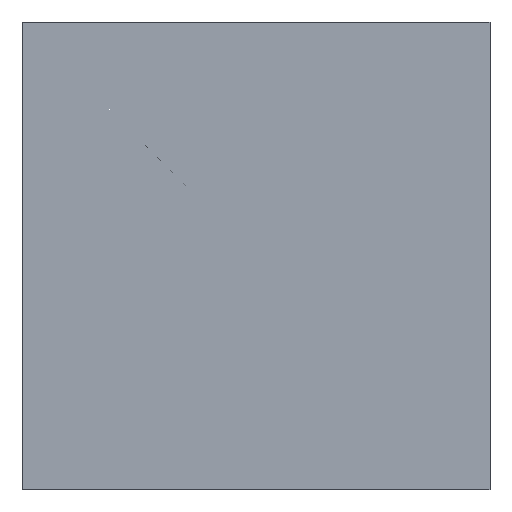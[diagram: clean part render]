
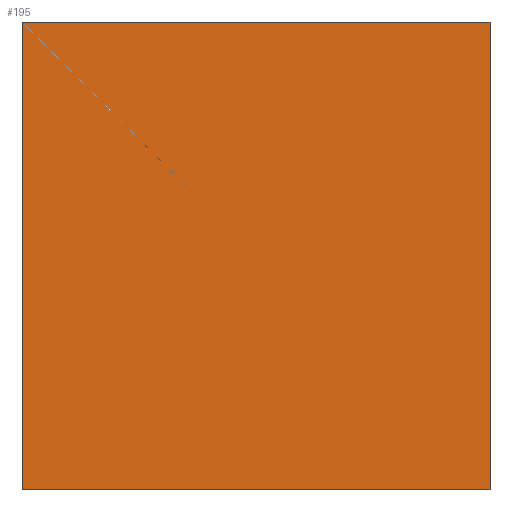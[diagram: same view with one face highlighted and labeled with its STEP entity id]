
A CAD part, front view. The second image highlights one B-rep face of the part: STEP entity #195.
In plain terms, the highlighted planar face has unit normal (0, -1, 0).
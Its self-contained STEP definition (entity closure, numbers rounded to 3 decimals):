
#11 = VERTEX_POINT ( 'NONE', #114 ) ;
#13 = ORIENTED_EDGE ( 'NONE', *, *, #185, .F. ) ;
#17 = DIRECTION ( 'NONE',  ( 0., 1., 0. ) ) ;
#28 = CARTESIAN_POINT ( 'NONE',  ( -5., 0., -5. ) ) ;
#34 = EDGE_CURVE ( 'NONE', #11, #375, #346, .T. ) ;
#47 = DIRECTION ( 'NONE',  ( 0., 0., 1. ) ) ;
#48 = CARTESIAN_POINT ( 'NONE',  ( -5., 0., -5. ) ) ;
#49 = VECTOR ( 'NONE', #256, 1000. ) ;
#51 = CARTESIAN_POINT ( 'NONE',  ( 0., 0., 0. ) ) ;
#69 = EDGE_LOOP ( 'NONE', ( #13, #255, #143, #204 ) ) ;
#76 = AXIS2_PLACEMENT_3D ( 'NONE', #51, #17, #47 ) ;
#114 = CARTESIAN_POINT ( 'NONE',  ( -5., 0., 5. ) ) ;
#135 = EDGE_CURVE ( 'NONE', #170, #11, #288, .T. ) ;
#143 = ORIENTED_EDGE ( 'NONE', *, *, #135, .F. ) ;
#169 = CARTESIAN_POINT ( 'NONE',  ( 5., 0., -5. ) ) ;
#170 = VERTEX_POINT ( 'NONE', #48 ) ;
#185 = EDGE_CURVE ( 'NONE', #375, #260, #261, .T. ) ;
#195 = ADVANCED_FACE ( 'NONE', ( #368 ), #312, .F. ) ;
#204 = ORIENTED_EDGE ( 'NONE', *, *, #327, .F. ) ;
#212 = CARTESIAN_POINT ( 'NONE',  ( -5., 0., 5. ) ) ;
#214 = CARTESIAN_POINT ( 'NONE',  ( 5., 0., -5. ) ) ;
#215 = VECTOR ( 'NONE', #254, 1000. ) ;
#242 = CARTESIAN_POINT ( 'NONE',  ( 5., 0., 5. ) ) ;
#254 = DIRECTION ( 'NONE',  ( 0., 0., 1. ) ) ;
#255 = ORIENTED_EDGE ( 'NONE', *, *, #34, .F. ) ;
#256 = DIRECTION ( 'NONE',  ( 0., 0., -1. ) ) ;
#260 = VERTEX_POINT ( 'NONE', #214 ) ;
#261 = LINE ( 'NONE', #169, #49 ) ;
#288 = LINE ( 'NONE', #315, #215 ) ;
#291 = VECTOR ( 'NONE', #292, 1000. ) ;
#292 = DIRECTION ( 'NONE',  ( 1., 0., 0. ) ) ;
#293 = DIRECTION ( 'NONE',  ( -1., 0., 0. ) ) ;
#312 = PLANE ( 'NONE',  #76 ) ;
#315 = CARTESIAN_POINT ( 'NONE',  ( -5., 0., -5. ) ) ;
#327 = EDGE_CURVE ( 'NONE', #260, #170, #355, .T. ) ;
#346 = LINE ( 'NONE', #212, #291 ) ;
#355 = LINE ( 'NONE', #28, #374 ) ;
#368 = FACE_OUTER_BOUND ( 'NONE', #69, .T. ) ;
#374 = VECTOR ( 'NONE', #293, 1000. ) ;
#375 = VERTEX_POINT ( 'NONE', #242 ) ;
